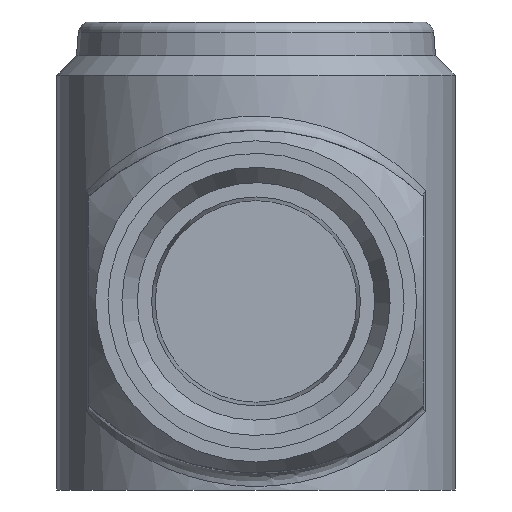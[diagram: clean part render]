
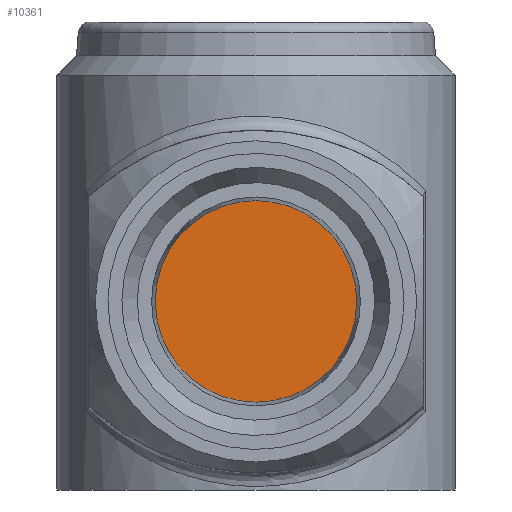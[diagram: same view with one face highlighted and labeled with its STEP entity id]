
A CAD part, front view. The second image highlights one B-rep face of the part: STEP entity #10361.
In plain terms, the highlighted planar face has unit normal (0, -1, 0).
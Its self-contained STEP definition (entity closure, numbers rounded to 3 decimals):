
#970=PLANE('',#10833);
#1497=FACE_OUTER_BOUND('',#2087,.T.);
#2087=EDGE_LOOP('',(#9210,#9211));
#4013=CIRCLE('',#10806,7.214);
#4014=CIRCLE('',#10807,7.214);
#4945=VERTEX_POINT('',#28762);
#4946=VERTEX_POINT('',#28763);
#6346=EDGE_CURVE('',#4945,#4946,#4013,.T.);
#6347=EDGE_CURVE('',#4946,#4945,#4014,.T.);
#9210=ORIENTED_EDGE('',*,*,#6346,.T.);
#9211=ORIENTED_EDGE('',*,*,#6347,.T.);
#10361=ADVANCED_FACE('',(#1497),#970,.T.);
#10806=AXIS2_PLACEMENT_3D('',#28764,#12561,#12562);
#10807=AXIS2_PLACEMENT_3D('',#28765,#12563,#12564);
#10833=AXIS2_PLACEMENT_3D('',#30821,#12635,#12636);
#12561=DIRECTION('center_axis',(0.,-1.,0.));
#12562=DIRECTION('ref_axis',(0.,0.,-1.));
#12563=DIRECTION('center_axis',(0.,-1.,0.));
#12564=DIRECTION('ref_axis',(0.,0.,-1.));
#12635=DIRECTION('center_axis',(0.,-1.,0.));
#12636=DIRECTION('ref_axis',(0.,0.,1.));
#28762=CARTESIAN_POINT('',(0.,-18.5,7.214));
#28763=CARTESIAN_POINT('',(0.,-18.5,-7.214));
#28764=CARTESIAN_POINT('Origin',(0.,-18.5,0.));
#28765=CARTESIAN_POINT('Origin',(0.,-18.5,0.));
#30821=CARTESIAN_POINT('Origin',(0.,-18.5,7.214));
